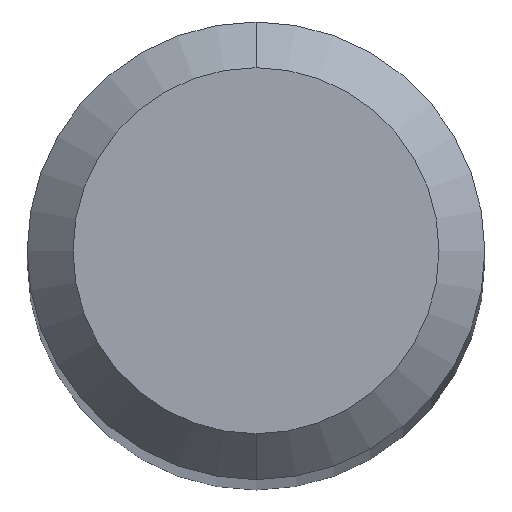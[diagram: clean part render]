
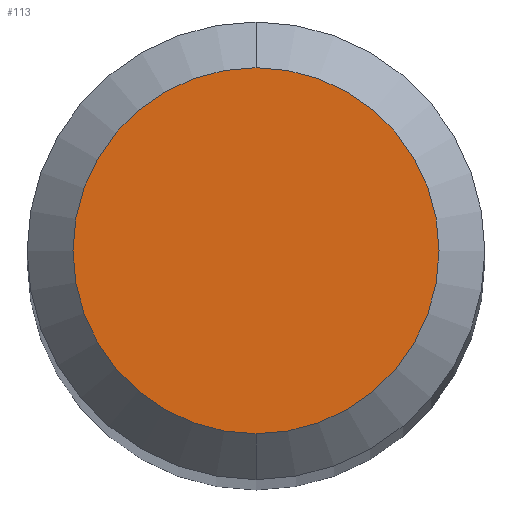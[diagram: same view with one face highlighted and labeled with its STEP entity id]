
A CAD part, top view. The second image highlights one B-rep face of the part: STEP entity #113.
In plain terms, the highlighted planar face has unit normal (0, 0, 1).
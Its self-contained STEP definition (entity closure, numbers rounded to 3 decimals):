
#109=VERTEX_POINT('',#261);
#113=ADVANCED_FACE('',(#265),#266,.T.);
#167=EDGE_CURVE('',#109,#175,#327,.T.);
#175=VERTEX_POINT('',#337);
#199=EDGE_CURVE('',#175,#109,#363,.T.);
#261=CARTESIAN_POINT('',(0.,-1.2,0.0));
#265=FACE_OUTER_BOUND('',#431,.T.);
#266=PLANE('',#432);
#327=CIRCLE('',#508,1.2);
#337=CARTESIAN_POINT('',(0.0,1.2,0.0));
#363=CIRCLE('',#559,1.2);
#431=EDGE_LOOP('',(#618,#619));
#432=AXIS2_PLACEMENT_3D('',#620,#621,#622);
#508=AXIS2_PLACEMENT_3D('',#701,#702,#703);
#559=AXIS2_PLACEMENT_3D('',#743,#744,#745);
#618=ORIENTED_EDGE('',*,*,#199,.F.);
#619=ORIENTED_EDGE('',*,*,#167,.F.);
#620=CARTESIAN_POINT('',(0.0,0.6,0.0));
#621=DIRECTION('',(-0.0,0.0,1.0));
#622=DIRECTION('',(0.0,-1.0,0.0));
#701=CARTESIAN_POINT('',(0.0,0.0,0.0));
#702=DIRECTION('',(0.0,0.0,-1.0));
#703=DIRECTION('',(0.0,1.0,0.0));
#743=CARTESIAN_POINT('',(0.0,0.0,0.0));
#744=DIRECTION('',(0.0,0.0,-1.0));
#745=DIRECTION('',(0.0,1.0,0.0));
